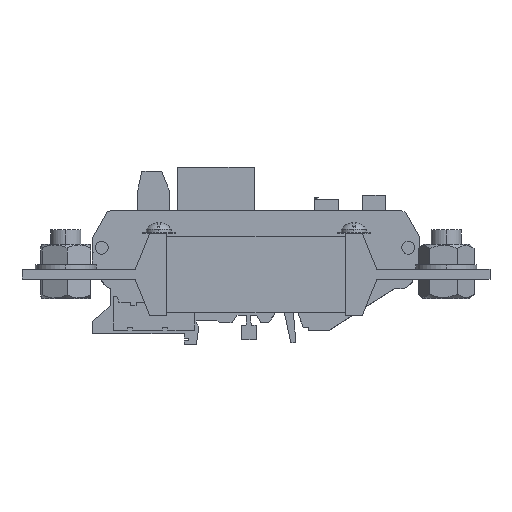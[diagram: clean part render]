
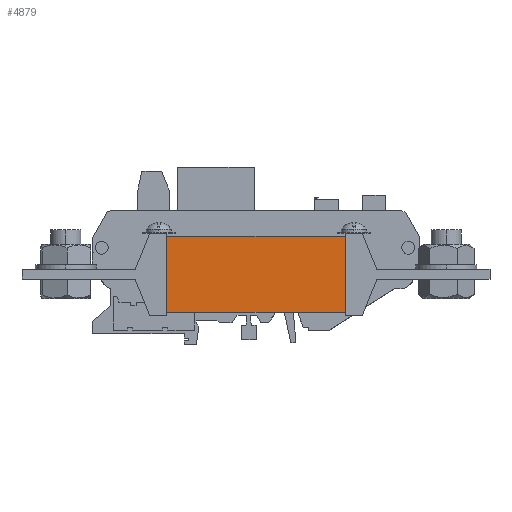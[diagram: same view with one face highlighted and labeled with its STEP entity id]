
A CAD part, top view. The second image highlights one B-rep face of the part: STEP entity #4879.
In plain terms, the highlighted planar face has unit normal (0, 0, 1).
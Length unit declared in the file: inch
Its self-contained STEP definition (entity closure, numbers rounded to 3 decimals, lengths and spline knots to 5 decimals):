
#908 = ORIENTED_EDGE ( 'NONE', *, *, #11227, .T. ) ;
#1527 = DIRECTION ( 'NONE',  ( 1., 0., 0. ) ) ;
#1845 = FACE_OUTER_BOUND ( 'NONE', #14974, .T. ) ;
#4040 = VECTOR ( 'NONE', #18471, 39.37008 ) ;
#4652 = VECTOR ( 'NONE', #1527, 39.37008 ) ;
#4879 = ADVANCED_FACE ( 'NONE', ( #1845 ), #5576, .T. ) ;
#5270 = ORIENTED_EDGE ( 'NONE', *, *, #6503, .T. ) ;
#5576 = PLANE ( 'NONE',  #20288 ) ;
#6157 = ORIENTED_EDGE ( 'NONE', *, *, #12646, .T. ) ;
#6269 = CARTESIAN_POINT ( 'NONE',  ( -0.92126, -0.16595, 3.2836 ) ) ;
#6503 = EDGE_CURVE ( 'NONE', #19737, #20501, #11210, .T. ) ;
#6945 = CARTESIAN_POINT ( 'NONE',  ( 0.92126, 0.61595, 3.2836 ) ) ;
#8105 = CARTESIAN_POINT ( 'NONE',  ( -0.92126, -0.16595, 3.2836 ) ) ;
#8553 = CARTESIAN_POINT ( 'NONE',  ( -0.92126, -0.2, 3.2836 ) ) ;
#9190 = CARTESIAN_POINT ( 'NONE',  ( 0.92126, -0.16595, 3.2836 ) ) ;
#9358 = CARTESIAN_POINT ( 'NONE',  ( 0.92126, -0.2, 3.2836 ) ) ;
#9550 = VERTEX_POINT ( 'NONE', #6945 ) ;
#11210 = LINE ( 'NONE', #6269, #4652 ) ;
#11227 = EDGE_CURVE ( 'NONE', #9550, #19107, #14302, .T. ) ;
#11440 = CARTESIAN_POINT ( 'NONE',  ( -0.92126, 0.61595, 3.2836 ) ) ;
#11973 = CARTESIAN_POINT ( 'NONE',  ( -0.92126, -0.2, 3.2836 ) ) ;
#12646 = EDGE_CURVE ( 'NONE', #20501, #9550, #17704, .T. ) ;
#12765 = DIRECTION ( 'NONE',  ( -1., 0., 0. ) ) ;
#14302 = LINE ( 'NONE', #11440, #21450 ) ;
#14790 = ORIENTED_EDGE ( 'NONE', *, *, #21118, .F. ) ;
#14974 = EDGE_LOOP ( 'NONE', ( #14790, #5270, #6157, #908 ) ) ;
#15070 = LINE ( 'NONE', #11973, #4040 ) ;
#16055 = DIRECTION ( 'NONE',  ( 0., 1., 0. ) ) ;
#17333 = VECTOR ( 'NONE', #16055, 39.37008 ) ;
#17704 = LINE ( 'NONE', #9358, #17333 ) ;
#18471 = DIRECTION ( 'NONE',  ( 0., 1., 0. ) ) ;
#19107 = VERTEX_POINT ( 'NONE', #21374 ) ;
#19165 = DIRECTION ( 'NONE',  ( 1., 0., 0. ) ) ;
#19391 = DIRECTION ( 'NONE',  ( 0., 0., 1. ) ) ;
#19737 = VERTEX_POINT ( 'NONE', #8105 ) ;
#20288 = AXIS2_PLACEMENT_3D ( 'NONE', #8553, #19391, #19165 ) ;
#20501 = VERTEX_POINT ( 'NONE', #9190 ) ;
#21118 = EDGE_CURVE ( 'NONE', #19737, #19107, #15070, .T. ) ;
#21374 = CARTESIAN_POINT ( 'NONE',  ( -0.92126, 0.61595, 3.2836 ) ) ;
#21450 = VECTOR ( 'NONE', #12765, 39.37008 ) ;
